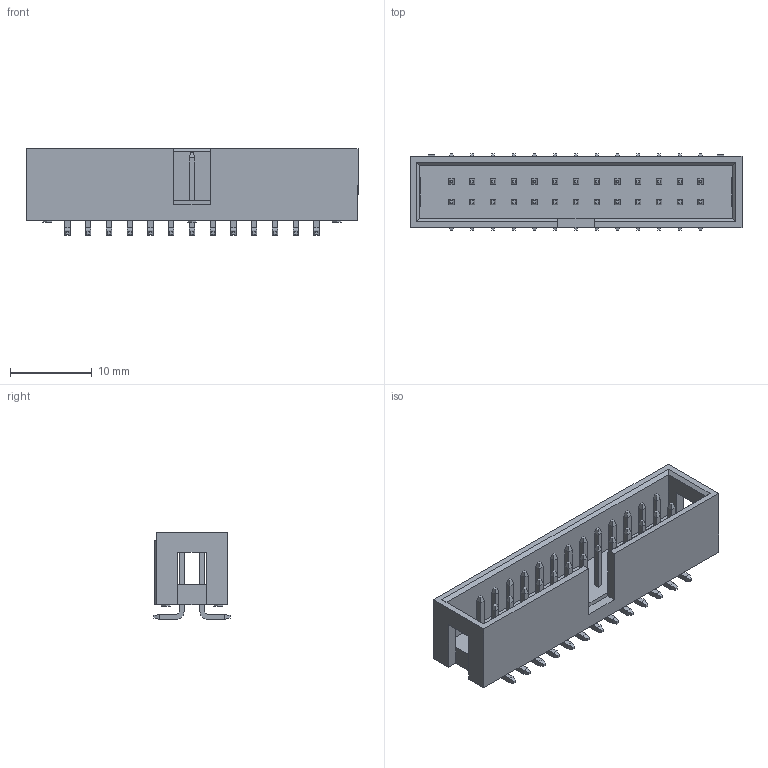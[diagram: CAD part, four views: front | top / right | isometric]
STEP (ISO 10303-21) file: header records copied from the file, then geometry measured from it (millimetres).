
FILE_DESCRIPTION(/* description */ (''),/* implementation_level */ '2;1');
FILE_NAME(/* name */ '1371-26-xx-HT.stp',/* time_stamp */ '2015-03-10T14:21:08+01:00',/* author */ ('Andreas.Larin'),/* organization */ (''),/* preprocessor_version */ 'ST-DEVELOPER v15.6',/* originating_system */ 'Autodesk Inventor 2015',/* authorisation */ '');
FILE_SCHEMA (('AUTOMOTIVE_DESIGN { 1 0 10303 214 3 1 1 }'));
Length unit declared in the file: centimetre
Products named in the file (1): Baugruppe1
Bounding box: 40.64 x 9.3 x 10.64 mm (x, y, z)
Volume: 1570.8 mm3; surface area: 2738.4 mm2
Topology: 1 solids, 1 shells, 617 faces, 1469 edges, 908 vertices
Faces by surface type: plane 557, cylinder 58, bspline 2
Full cylindrical faces by diameter (mm): 1.075 x1, 1.087 x1, 1.1 x4
Entity records: 17283 total; most frequent: CARTESIAN_POINT 3007, ORIENTED_EDGE 2926, DIRECTION 2815, EDGE_CURVE 1463, LINE 1343, VECTOR 1343, VERTEX_POINT 908, AXIS2_PLACEMENT_3D 736
